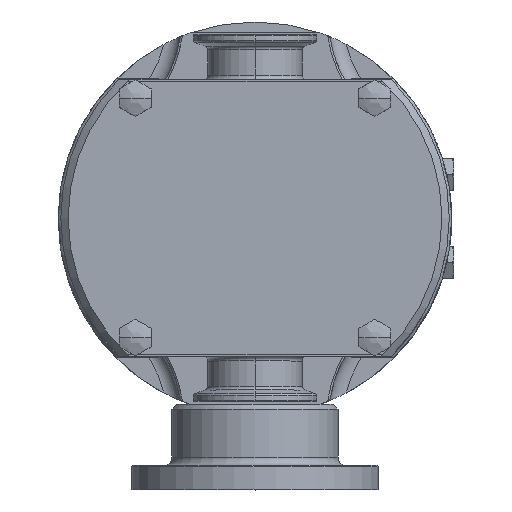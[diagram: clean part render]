
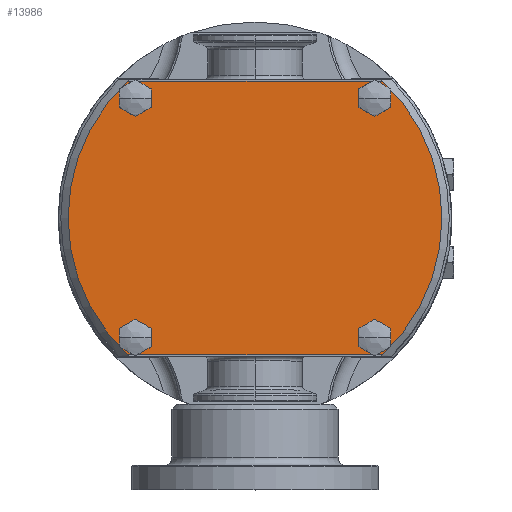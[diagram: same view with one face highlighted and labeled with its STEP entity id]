
A CAD part, top view. The second image highlights one B-rep face of the part: STEP entity #13986.
In plain terms, the highlighted planar face has unit normal (0, 0, 1).
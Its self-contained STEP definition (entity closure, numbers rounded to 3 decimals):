
#2652=DIRECTION('',(1.,0.,0.));
#2653=VECTOR('',#2652,104.235);
#2654=CARTESIAN_POINT('',(-52.118,56.,126.735));
#2655=LINE('',#2654,#2653);
#2656=CARTESIAN_POINT('',(0.,0.,126.735));
#2657=DIRECTION('',(0.,0.,-1.));
#2658=DIRECTION('',(0.681,0.732,0.));
#2659=AXIS2_PLACEMENT_3D('',#2656,#2657,#2658);
#2661=DIRECTION('',(-1.,0.,0.));
#2662=VECTOR('',#2661,104.235);
#2663=CARTESIAN_POINT('',(52.118,-56.,126.735));
#2664=LINE('',#2663,#2662);
#2665=CARTESIAN_POINT('',(0.,0.,126.735));
#2666=DIRECTION('',(0.,0.,-1.));
#2667=DIRECTION('',(-0.681,-0.732,0.));
#2668=AXIS2_PLACEMENT_3D('',#2665,#2666,#2667);
#2670=CARTESIAN_POINT('',(-49.,49.,126.735));
#2671=DIRECTION('',(0.,0.,-1.));
#2672=DIRECTION('',(-1.,0.,0.));
#2673=AXIS2_PLACEMENT_3D('',#2670,#2671,#2672);
#2675=CARTESIAN_POINT('',(-49.,49.,126.735));
#2676=DIRECTION('',(0.,0.,-1.));
#2677=DIRECTION('',(1.,0.,0.));
#2678=AXIS2_PLACEMENT_3D('',#2675,#2676,#2677);
#2680=CARTESIAN_POINT('',(-49.,-49.,126.735));
#2681=DIRECTION('',(0.,0.,-1.));
#2682=DIRECTION('',(-1.,0.,0.));
#2683=AXIS2_PLACEMENT_3D('',#2680,#2681,#2682);
#2685=CARTESIAN_POINT('',(-49.,-49.,126.735));
#2686=DIRECTION('',(0.,0.,-1.));
#2687=DIRECTION('',(1.,0.,0.));
#2688=AXIS2_PLACEMENT_3D('',#2685,#2686,#2687);
#2690=CARTESIAN_POINT('',(49.,49.,126.735));
#2691=DIRECTION('',(0.,0.,-1.));
#2692=DIRECTION('',(-1.,0.,0.));
#2693=AXIS2_PLACEMENT_3D('',#2690,#2691,#2692);
#2695=CARTESIAN_POINT('',(49.,49.,126.735));
#2696=DIRECTION('',(0.,0.,-1.));
#2697=DIRECTION('',(1.,0.,0.));
#2698=AXIS2_PLACEMENT_3D('',#2695,#2696,#2697);
#2700=CARTESIAN_POINT('',(49.,-49.,126.735));
#2701=DIRECTION('',(0.,0.,-1.));
#2702=DIRECTION('',(-1.,0.,0.));
#2703=AXIS2_PLACEMENT_3D('',#2700,#2701,#2702);
#2705=CARTESIAN_POINT('',(49.,-49.,126.735));
#2706=DIRECTION('',(0.,0.,-1.));
#2707=DIRECTION('',(1.,0.,0.));
#2708=AXIS2_PLACEMENT_3D('',#2705,#2706,#2707);
#11161=CARTESIAN_POINT('',(-52.118,-56.,126.735));
#11162=CARTESIAN_POINT('',(-52.118,56.,126.735));
#11163=VERTEX_POINT('',#11161);
#11164=VERTEX_POINT('',#11162);
#11165=CARTESIAN_POINT('',(52.118,56.,126.735));
#11166=CARTESIAN_POINT('',(52.118,-56.,126.735));
#11167=VERTEX_POINT('',#11165);
#11168=VERTEX_POINT('',#11166);
#11203=CARTESIAN_POINT('',(-54.5,49.,126.735));
#11204=CARTESIAN_POINT('',(-43.5,49.,126.735));
#11205=VERTEX_POINT('',#11203);
#11206=VERTEX_POINT('',#11204);
#11233=CARTESIAN_POINT('',(-54.5,-49.,126.735));
#11234=CARTESIAN_POINT('',(-43.5,-49.,126.735));
#11235=VERTEX_POINT('',#11233);
#11236=VERTEX_POINT('',#11234);
#11263=CARTESIAN_POINT('',(43.5,49.,126.735));
#11264=CARTESIAN_POINT('',(54.5,49.,126.735));
#11265=VERTEX_POINT('',#11263);
#11266=VERTEX_POINT('',#11264);
#11293=CARTESIAN_POINT('',(43.5,-49.,126.735));
#11294=CARTESIAN_POINT('',(54.5,-49.,126.735));
#11295=VERTEX_POINT('',#11293);
#11296=VERTEX_POINT('',#11294);
#13951=CARTESIAN_POINT('',(0.,0.,126.735));
#13952=DIRECTION('',(0.,0.,1.));
#13953=DIRECTION('',(0.,1.,0.));
#13954=AXIS2_PLACEMENT_3D('',#13951,#13952,#13953);
#13955=PLANE('',#13954);
#13956=ORIENTED_EDGE('',*,*,#13875,.T.);
#13957=ORIENTED_EDGE('',*,*,#13919,.T.);
#13958=ORIENTED_EDGE('',*,*,#13933,.T.);
#13959=ORIENTED_EDGE('',*,*,#13859,.T.);
#13960=EDGE_LOOP('',(#13956,#13957,#13958,#13959));
#13961=FACE_OUTER_BOUND('',#13960,.F.);
#13963=ORIENTED_EDGE('',*,*,#13962,.F.);
#13965=ORIENTED_EDGE('',*,*,#13964,.F.);
#13966=EDGE_LOOP('',(#13963,#13965));
#13967=FACE_BOUND('',#13966,.F.);
#13969=ORIENTED_EDGE('',*,*,#13968,.F.);
#13971=ORIENTED_EDGE('',*,*,#13970,.F.);
#13972=EDGE_LOOP('',(#13969,#13971));
#13973=FACE_BOUND('',#13972,.F.);
#13975=ORIENTED_EDGE('',*,*,#13974,.F.);
#13977=ORIENTED_EDGE('',*,*,#13976,.F.);
#13978=EDGE_LOOP('',(#13975,#13977));
#13979=FACE_BOUND('',#13978,.F.);
#13981=ORIENTED_EDGE('',*,*,#13980,.F.);
#13983=ORIENTED_EDGE('',*,*,#13982,.F.);
#13984=EDGE_LOOP('',(#13981,#13983));
#13985=FACE_BOUND('',#13984,.F.);
#13986=ADVANCED_FACE('',(#13961,#13967,#13973,#13979,#13985),#13955,.T.);
#2660=CIRCLE('',#2659,76.5);
#2669=CIRCLE('',#2668,76.5);
#2674=CIRCLE('',#2673,5.5);
#2679=CIRCLE('',#2678,5.5);
#2684=CIRCLE('',#2683,5.5);
#2689=CIRCLE('',#2688,5.5);
#2694=CIRCLE('',#2693,5.5);
#2699=CIRCLE('',#2698,5.5);
#2704=CIRCLE('',#2703,5.5);
#2709=CIRCLE('',#2708,5.5);
#13859=EDGE_CURVE('',#11163,#11164,#2669,.T.);
#13875=EDGE_CURVE('',#11164,#11167,#2655,.T.);
#13919=EDGE_CURVE('',#11167,#11168,#2660,.T.);
#13933=EDGE_CURVE('',#11168,#11163,#2664,.T.);
#13962=EDGE_CURVE('',#11205,#11206,#2674,.T.);
#13964=EDGE_CURVE('',#11206,#11205,#2679,.T.);
#13968=EDGE_CURVE('',#11235,#11236,#2684,.T.);
#13970=EDGE_CURVE('',#11236,#11235,#2689,.T.);
#13974=EDGE_CURVE('',#11265,#11266,#2694,.T.);
#13976=EDGE_CURVE('',#11266,#11265,#2699,.T.);
#13980=EDGE_CURVE('',#11295,#11296,#2704,.T.);
#13982=EDGE_CURVE('',#11296,#11295,#2709,.T.);
